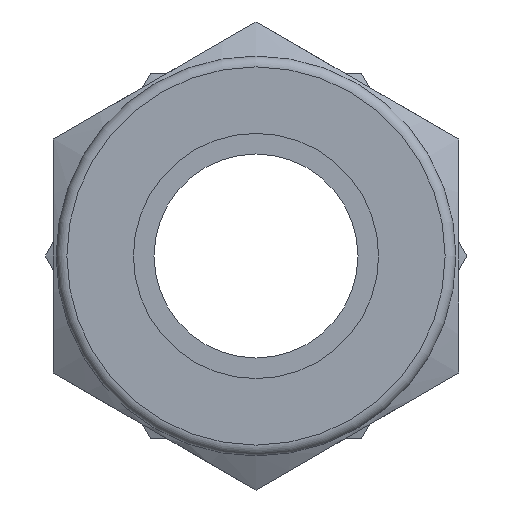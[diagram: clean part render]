
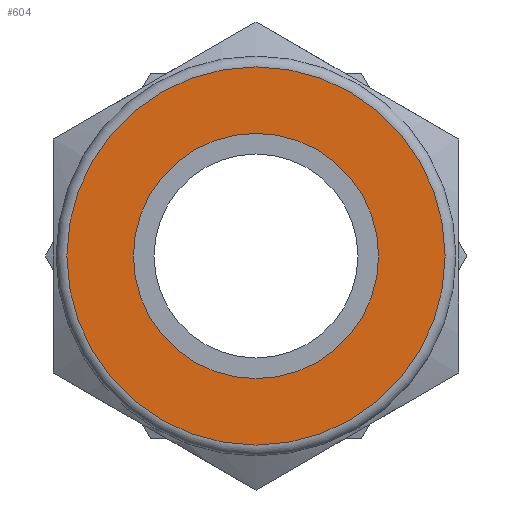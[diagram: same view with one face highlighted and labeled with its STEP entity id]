
A CAD part, left-side view. The second image highlights one B-rep face of the part: STEP entity #604.
In plain terms, the highlighted planar face has unit normal (-1, 0, 0).
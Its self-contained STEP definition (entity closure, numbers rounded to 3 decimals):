
#23=FACE_BOUND('',#157,.T.);
#68=CIRCLE('',#663,14.);
#69=CIRCLE('',#664,9.075);
#111=FACE_OUTER_BOUND('',#156,.T.);
#156=EDGE_LOOP('',(#486));
#157=EDGE_LOOP('',(#487));
#301=VERTEX_POINT('',#1056);
#302=VERTEX_POINT('',#1058);
#379=EDGE_CURVE('',#301,#301,#68,.T.);
#380=EDGE_CURVE('',#302,#302,#69,.T.);
#486=ORIENTED_EDGE('',*,*,#379,.F.);
#487=ORIENTED_EDGE('',*,*,#380,.T.);
#575=PLANE('',#662);
#604=ADVANCED_FACE('',(#111,#23),#575,.T.);
#662=AXIS2_PLACEMENT_3D('',#1055,#792,#793);
#663=AXIS2_PLACEMENT_3D('',#1057,#794,#795);
#664=AXIS2_PLACEMENT_3D('',#1059,#796,#797);
#792=DIRECTION('center_axis',(-1.,0.,0.));
#793=DIRECTION('ref_axis',(0.,0.,1.));
#794=DIRECTION('center_axis',(1.,0.,0.));
#795=DIRECTION('ref_axis',(0.,0.,-1.));
#796=DIRECTION('center_axis',(1.,0.,0.));
#797=DIRECTION('ref_axis',(0.,0.,-1.));
#1055=CARTESIAN_POINT('Origin',(3.258,16.152,0.));
#1056=CARTESIAN_POINT('',(3.258,16.152,0.));
#1057=CARTESIAN_POINT('Origin',(3.258,2.152,0.));
#1058=CARTESIAN_POINT('',(3.258,11.227,0.));
#1059=CARTESIAN_POINT('Origin',(3.258,2.152,0.));
